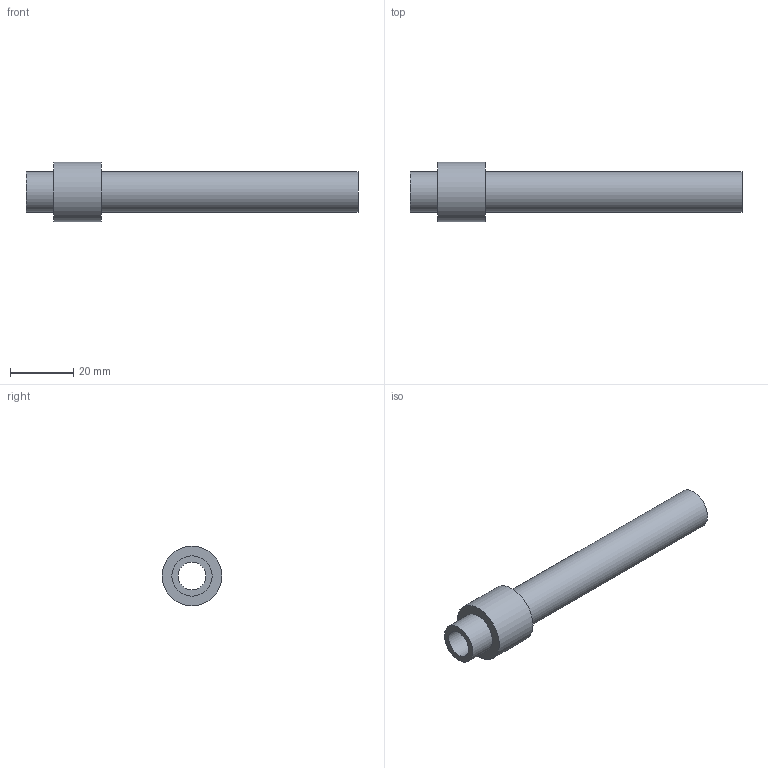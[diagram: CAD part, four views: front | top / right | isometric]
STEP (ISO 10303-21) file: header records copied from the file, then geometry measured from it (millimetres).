
FILE_DESCRIPTION(/* description */ ('STEP AP214'),/* implementation_level */ '2;1');
FILE_NAME(/* name */ '625b94b98af6832b855616e0',/* time_stamp */ '2022-04-17T04:16:57+00:00',/* author */ (''),/* organization */ (''),/* preprocessor_version */ 'ST-DEVELOPER v18.101',/* originating_system */ ' ',/* authorisation */ ' ');
FILE_SCHEMA (('AUTOMOTIVE_DESIGN {1 0 10303 214 3 1 1}'));
Length unit declared in the file: metre
Products named in the file (1): Standoff
Bounding box: 104.78 x 18.8 x 18.8 mm (x, y, z)
Volume: 9172.6 mm3; surface area: 7799.4 mm2
Topology: 1 solids, 1 shells, 8 faces, 15 edges, 11 vertices
Faces by surface type: cylinder 4, plane 4
Full cylindrical faces by diameter (mm): 8.801 x1, 12.7 x2, 18.796 x1
Entity records: 198 total; most frequent: DIRECTION 34, CARTESIAN_POINT 25, AXIS2_PLACEMENT_3D 17, ORIENTED_EDGE 16, EDGE_LOOP 16, FACE_BOUND 16, EDGE_CURVE 8, VERTEX_POINT 8
